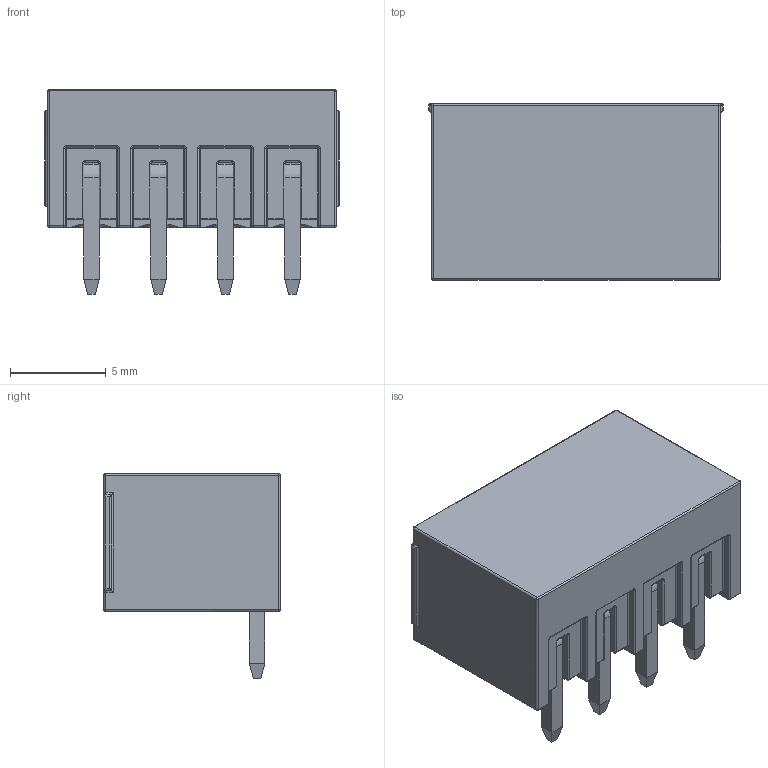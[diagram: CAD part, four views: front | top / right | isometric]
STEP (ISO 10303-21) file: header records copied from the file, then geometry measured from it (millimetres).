
FILE_DESCRIPTION(/* description */ (''),/* implementation_level */ '2;1');
FILE_NAME(/* name */ 'Wurth - 691322110004.step',/* time_stamp */ '2020-07-14T22:12:16+01:00',/* author */ (''),/* organization */ (''),/* preprocessor_version */ 'ST-DEVELOPER v18.1',/* originating_system */ 'Autodesk Translation Framework v9.3.0.1241',/* authorisation */ '');
FILE_SCHEMA (('AUTOMOTIVE_DESIGN { 1 0 10303 214 3 1 1 }'));
Length unit declared in the file: millimetre
Products named in the file (1): Wurth - 691322110004
Bounding box: 15.4 x 9.2 x 10.7 mm (x, y, z)
Volume: 492.8 mm3; surface area: 1453.8 mm2
Topology: 1 solids, 1 shells, 952 faces, 2162 edges, 1216 vertices
Faces by surface type: cylinder 416, plane 228, torus 144, sphere 88, bspline 76
Full cylindrical faces by diameter (mm): 1.8 x4
Entity records: 30544 total; most frequent: CARTESIAN_POINT 9226, DIRECTION 4680, ORIENTED_EDGE 4308, EDGE_CURVE 2154, AXIS2_PLACEMENT_3D 1833, VERTEX_POINT 1216, LINE 1014, VECTOR 1014
